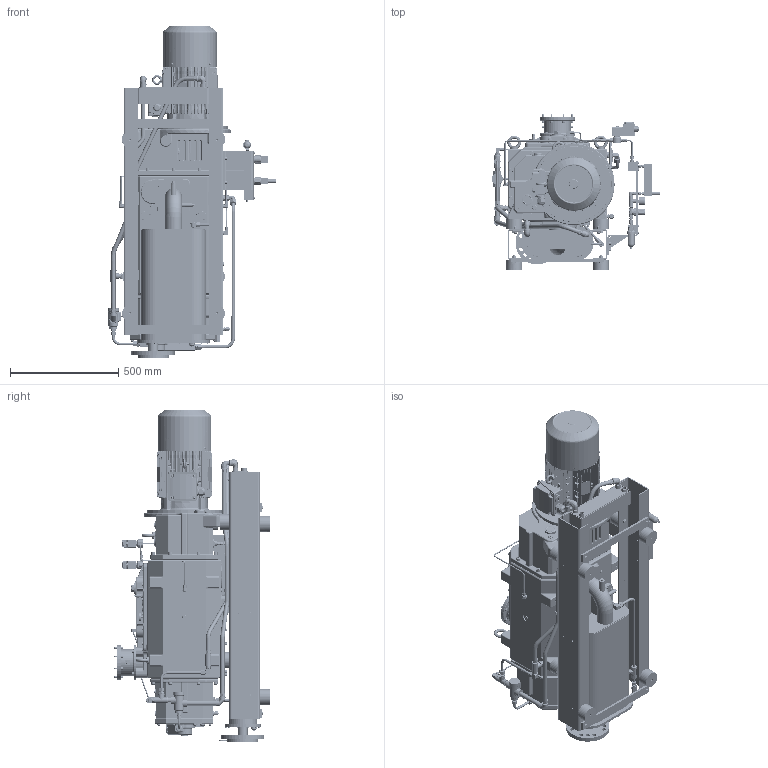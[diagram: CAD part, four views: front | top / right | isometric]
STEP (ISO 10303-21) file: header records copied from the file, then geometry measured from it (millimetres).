
FILE_DESCRIPTION(/* description */ (''),/* implementation_level */ '2;1');
FILE_NAME(/* name */ 'PU900058.stp',/* time_stamp */ '2020-05-29T08:30:08+02:00',/* author */ ('JOHLE'),/* organization */ (''),/* preprocessor_version */ 'ST-DEVELOPER v17',/* originating_system */ 'Autodesk Inventor 2018',/* authorisation */ '');
FILE_SCHEMA (('AUTOMOTIVE_DESIGN { 1 0 10303 214 3 1 1 }'));
Products named in the file (1): PU 900 058
Bounding box: 777.2 x 716 x 1533 mm (x, y, z)
Volume: 180524653.5 mm3; surface area: 6777972.6 mm2
Topology: 14 solids, 28 shells, 12123 faces, 30801 edges, 19265 vertices
Faces by surface type: plane 5166, cylinder 2876, cone 1574, bspline 1442, torus 702, sphere 363
Full cylindrical faces by diameter (mm): 2.3 x2, 3 x4, 3.5 x1, 4 x2, 4.637 x8, 5 x2, 6 x29, 6.8 x20, 7 x5, 7.8 x1, 8 x36, 8.5 x16, 8.954 x13, 9.4 x3, 9.5 x8, 9.563 x1, 10 x16, 10.2 x10, 11.113 x13, 11.445 x1, 11.768 x1, 11.96 x4, 12 x27, 12.7 x2, 12.851 x1, 13 x72, 13.157 x5, 13.411 x12, 13.598 x2, 13.7 x3
Entity records: 465020 total; most frequent: CARTESIAN_POINT 184468, ORIENTED_EDGE 60954, DIRECTION 56429, EDGE_CURVE 30477, AXIS2_PLACEMENT_3D 21350, VERTEX_POINT 19263, LINE 13729, VECTOR 13729
